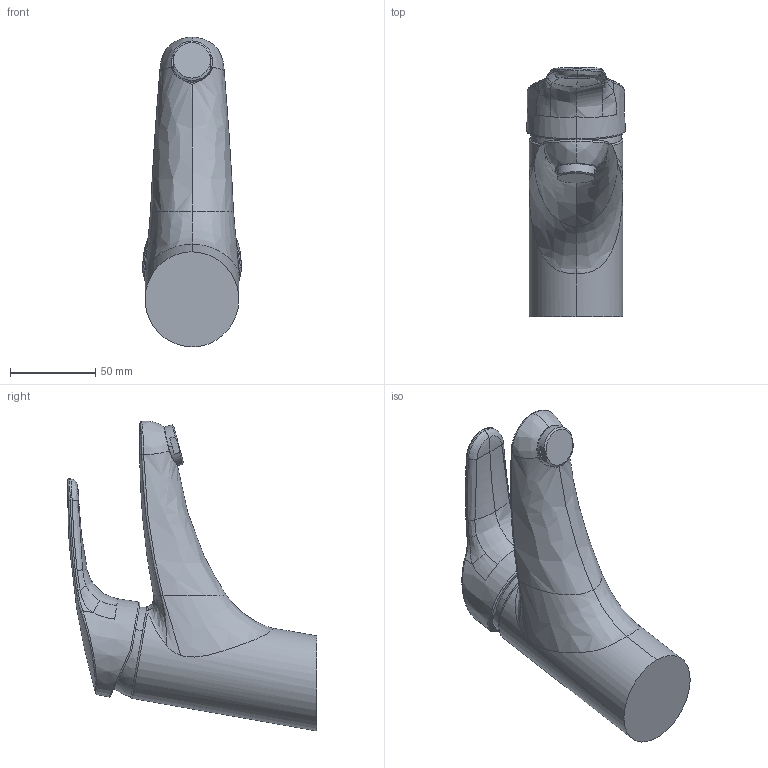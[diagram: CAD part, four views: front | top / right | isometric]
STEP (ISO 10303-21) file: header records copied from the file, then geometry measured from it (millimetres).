
FILE_DESCRIPTION (( 'STEP AP203' ), '1' );
FILE_NAME ('01082283.STEP', '2018-03-08T08:43:54', ( '' ), ( '' ), 'SwSTEP 2.0', 'SolidWorks 2016', '' );
FILE_SCHEMA (( 'CONFIG_CONTROL_DESIGN' ));
Length unit declared in the file: millimetre
Products named in the file (1): 01082283
Bounding box: 58.08 x 146.35 x 182.02 mm (x, y, z)
Volume: 474534.3 mm3; surface area: 46994.1 mm2
Topology: 1 solids, 1 shells, 87 faces, 207 edges, 122 vertices
Faces by surface type: bspline 63, plane 10, cylinder 6, cone 4, sphere 2, torus 2
Entity records: 16371 total; most frequent: CARTESIAN_POINT 14844, ORIENTED_EDGE 410, EDGE_CURVE 205, B_SPLINE_CURVE_WITH_KNOTS 152, VERTEX_POINT 122, DIRECTION 112, EDGE_LOOP 89, FACE_OUTER_BOUND 87
